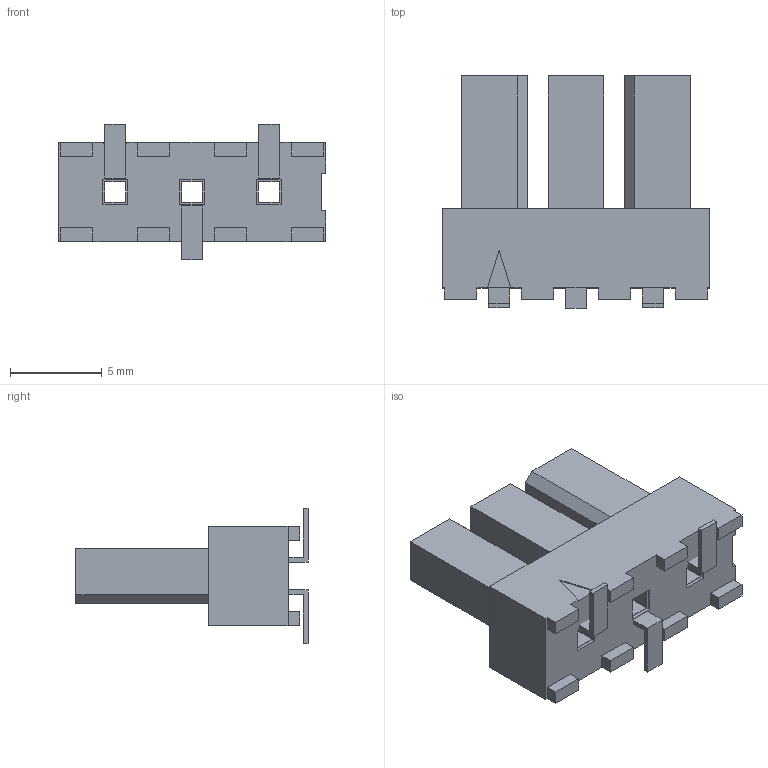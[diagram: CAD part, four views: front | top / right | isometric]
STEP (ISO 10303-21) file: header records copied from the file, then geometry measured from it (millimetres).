
FILE_DESCRIPTION(/* description */ ('STEP AP214'),/* implementation_level */ '2;1');
FILE_NAME(/* name */ 'IPBS-103-02-T-S',/* time_stamp */ '2024-09-13T23:32:33+02:00',/* author */ ('License CC BY-ND 4.0'),/* organization */ ('CADENAS'),/* preprocessor_version */ 'ST-DEVELOPER v19.3',/* originating_system */ 'PARTsolutions',/* authorisation */ ' ');
FILE_SCHEMA (('AP242_MANAGED_MODEL_BASED_3D_ENGINEERING_MIM_LF { 1 0 10303 442 3 1 4 }','AUTOMOTIVE_DESIGN {1 0 10303 214 3 1 1}'));
Length unit declared in the file: inch
Products named in the file (3): IPBS-103-02-T-S; IPBS-103-XX-S_socket; C-168-02-03-S
Assembly tree (2 placements, depth 2):
  IPBS-103-02-T-S
    IPBS-103-XX-S_socket
    C-168-02-03-S
Bounding box: 14.61 x 12.65 x 7.37 mm (x, y, z)
Volume: 593.7 mm3; surface area: 1217.3 mm2
Topology: 2 solids, 2 shells, 140 faces, 387 edges, 254 vertices
Faces by surface type: plane 140
Entity records: 4457 total; most frequent: CARTESIAN_POINT 784, ORIENTED_EDGE 774, DIRECTION 673, EDGE_CURVE 387, LINE 387, VECTOR 387, VERTEX_POINT 254, EDGE_LOOP 155
